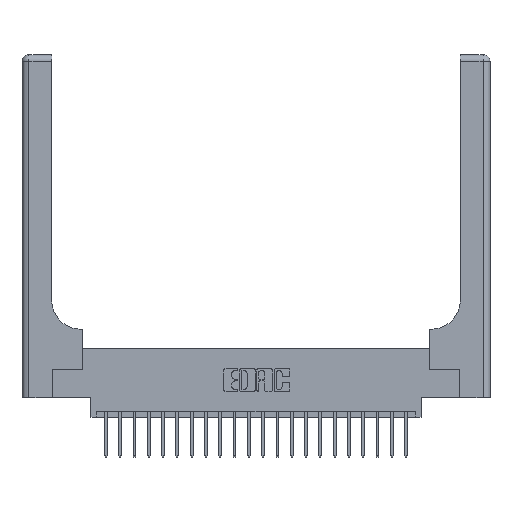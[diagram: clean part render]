
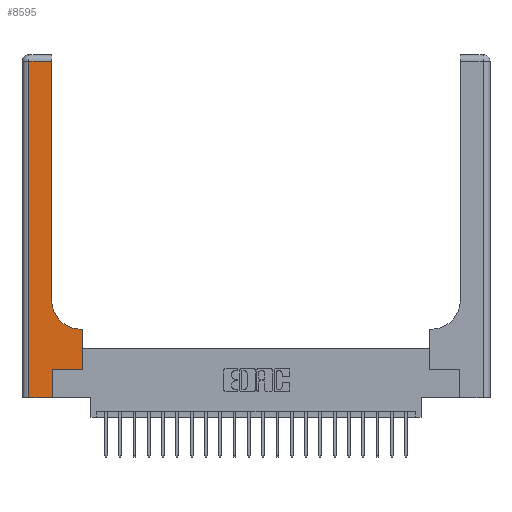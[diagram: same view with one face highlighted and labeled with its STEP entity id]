
A CAD part, top view. The second image highlights one B-rep face of the part: STEP entity #8595.
In plain terms, the highlighted planar face has unit normal (0, 0, 1).
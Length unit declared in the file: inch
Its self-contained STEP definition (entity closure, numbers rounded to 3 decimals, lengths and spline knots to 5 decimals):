
#11 = CARTESIAN_POINT ( 'NONE',  ( 0., 0., 0.37 ) ) ;
#331 = CARTESIAN_POINT ( 'NONE',  ( 0.26, 3., 0.37 ) ) ;
#678 = CARTESIAN_POINT ( 'NONE',  ( 0.51, 0.6, 0.37 ) ) ;
#687 = EDGE_CURVE ( 'NONE', #20784, #20745, #18612, .T. ) ;
#1175 = DIRECTION ( 'NONE',  ( -1., 0., 0. ) ) ;
#1773 = DIRECTION ( 'NONE',  ( 1., 0., 0. ) ) ;
#1918 = ORIENTED_EDGE ( 'NONE', *, *, #12079, .T. ) ;
#1943 = LINE ( 'NONE', #10833, #15240 ) ;
#2195 = EDGE_CURVE ( 'NONE', #17819, #14291, #20453, .T. ) ;
#2430 = ORIENTED_EDGE ( 'NONE', *, *, #8840, .T. ) ;
#2454 = VECTOR ( 'NONE', #10118, 39.37008 ) ;
#2478 = CARTESIAN_POINT ( 'NONE',  ( 0.265, 0., 0.37 ) ) ;
#2990 = FACE_OUTER_BOUND ( 'NONE', #12048, .T. ) ;
#3247 = VECTOR ( 'NONE', #9065, 39.37008 ) ;
#4715 = CARTESIAN_POINT ( 'NONE',  ( 0.265, 0.25, 0.37 ) ) ;
#4725 = DIRECTION ( 'NONE',  ( 0., 0., -1. ) ) ;
#4782 = CARTESIAN_POINT ( 'NONE',  ( 0., 3., 0.37 ) ) ;
#5136 = CARTESIAN_POINT ( 'NONE',  ( 0.528, 0.25, 0.37 ) ) ;
#6359 = CARTESIAN_POINT ( 'NONE',  ( 0.26, 0.6, 0.37 ) ) ;
#7331 = ORIENTED_EDGE ( 'NONE', *, *, #20182, .T. ) ;
#7337 = EDGE_CURVE ( 'NONE', #14291, #11443, #13216, .T. ) ;
#7787 = CARTESIAN_POINT ( 'NONE',  ( 0.528, 0.25, 0.37 ) ) ;
#7791 = VECTOR ( 'NONE', #1773, 39.37008 ) ;
#7861 = LINE ( 'NONE', #331, #3247 ) ;
#8232 = DIRECTION ( 'NONE',  ( -1., 0., 0. ) ) ;
#8595 = ADVANCED_FACE ( 'NONE', ( #2990 ), #15155, .F. ) ;
#8840 = EDGE_CURVE ( 'NONE', #19496, #20784, #7861, .T. ) ;
#9065 = DIRECTION ( 'NONE',  ( 0., 1., 0. ) ) ;
#10064 = ORIENTED_EDGE ( 'NONE', *, *, #7337, .T. ) ;
#10118 = DIRECTION ( 'NONE',  ( 0., -1., 0. ) ) ;
#10277 = LINE ( 'NONE', #6359, #18407 ) ;
#10323 = ORIENTED_EDGE ( 'NONE', *, *, #687, .T. ) ;
#10745 = VERTEX_POINT ( 'NONE', #2478 ) ;
#10833 = CARTESIAN_POINT ( 'NONE',  ( 0.265, 0., 0.37 ) ) ;
#11036 = VECTOR ( 'NONE', #13064, 39.37008 ) ;
#11423 = ORIENTED_EDGE ( 'NONE', *, *, #18111, .T. ) ;
#11443 = VERTEX_POINT ( 'NONE', #20025 ) ;
#11904 = VERTEX_POINT ( 'NONE', #678 ) ;
#11925 = CARTESIAN_POINT ( 'NONE',  ( 0.06, 2.94, 0.37 ) ) ;
#12048 = EDGE_LOOP ( 'NONE', ( #2430, #10323, #11423, #7331, #12505, #17652, #10064, #14667, #1918 ) ) ;
#12079 = EDGE_CURVE ( 'NONE', #11904, #19496, #15057, .T. ) ;
#12505 = ORIENTED_EDGE ( 'NONE', *, *, #17626, .T. ) ;
#12902 = AXIS2_PLACEMENT_3D ( 'NONE', #15098, #4725, #16839 ) ;
#13064 = DIRECTION ( 'NONE',  ( -1., 0., 0. ) ) ;
#13169 = CARTESIAN_POINT ( 'NONE',  ( 0.265, 0.25, 0.37 ) ) ;
#13216 = LINE ( 'NONE', #5136, #22362 ) ;
#13347 = DIRECTION ( 'NONE',  ( 1., 0., 0. ) ) ;
#14215 = CARTESIAN_POINT ( 'NONE',  ( 0., 2.94, 0.37 ) ) ;
#14291 = VERTEX_POINT ( 'NONE', #7787 ) ;
#14614 = CARTESIAN_POINT ( 'NONE',  ( 0.06, 0., 0.37 ) ) ;
#14667 = ORIENTED_EDGE ( 'NONE', *, *, #19394, .T. ) ;
#15057 = CIRCLE ( 'NONE', #12902, 0.25 ) ;
#15098 = CARTESIAN_POINT ( 'NONE',  ( 0.51, 0.85, 0.37 ) ) ;
#15155 = PLANE ( 'NONE',  #20468 ) ;
#15240 = VECTOR ( 'NONE', #16060, 39.37008 ) ;
#15296 = CARTESIAN_POINT ( 'NONE',  ( 0.26, 0.85, 0.37 ) ) ;
#15854 = VERTEX_POINT ( 'NONE', #14614 ) ;
#16060 = DIRECTION ( 'NONE',  ( 0., 1., 0. ) ) ;
#16437 = VECTOR ( 'NONE', #13347, 39.37008 ) ;
#16839 = DIRECTION ( 'NONE',  ( 1., 0., 0. ) ) ;
#17027 = LINE ( 'NONE', #11, #7791 ) ;
#17235 = DIRECTION ( 'NONE',  ( 0., 1., 0. ) ) ;
#17626 = EDGE_CURVE ( 'NONE', #10745, #17819, #1943, .T. ) ;
#17652 = ORIENTED_EDGE ( 'NONE', *, *, #2195, .T. ) ;
#17819 = VERTEX_POINT ( 'NONE', #13169 ) ;
#18111 = EDGE_CURVE ( 'NONE', #20745, #15854, #19807, .T. ) ;
#18407 = VECTOR ( 'NONE', #1175, 39.37008 ) ;
#18612 = LINE ( 'NONE', #14215, #11036 ) ;
#18628 = DIRECTION ( 'NONE',  ( 0., 0., -1. ) ) ;
#19394 = EDGE_CURVE ( 'NONE', #11443, #11904, #10277, .T. ) ;
#19496 = VERTEX_POINT ( 'NONE', #15296 ) ;
#19807 = LINE ( 'NONE', #20462, #2454 ) ;
#20025 = CARTESIAN_POINT ( 'NONE',  ( 0.528, 0.6, 0.37 ) ) ;
#20182 = EDGE_CURVE ( 'NONE', #15854, #10745, #17027, .T. ) ;
#20453 = LINE ( 'NONE', #4715, #16437 ) ;
#20462 = CARTESIAN_POINT ( 'NONE',  ( 0.06, 3., 0.37 ) ) ;
#20468 = AXIS2_PLACEMENT_3D ( 'NONE', #4782, #18628, #8232 ) ;
#20586 = CARTESIAN_POINT ( 'NONE',  ( 0.26, 2.94, 0.37 ) ) ;
#20745 = VERTEX_POINT ( 'NONE', #11925 ) ;
#20784 = VERTEX_POINT ( 'NONE', #20586 ) ;
#22362 = VECTOR ( 'NONE', #17235, 39.37008 ) ;
